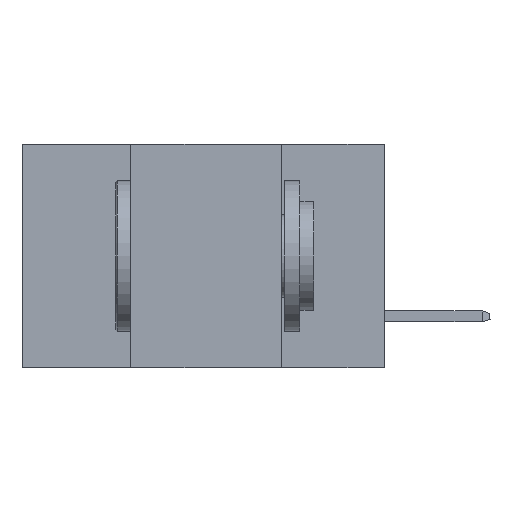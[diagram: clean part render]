
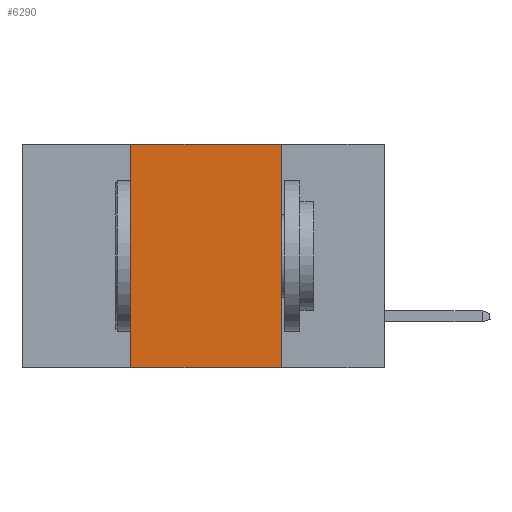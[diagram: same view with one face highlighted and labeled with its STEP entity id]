
A CAD part, left-side view. The second image highlights one B-rep face of the part: STEP entity #6290.
In plain terms, the highlighted planar face has unit normal (-1, 0, 0).
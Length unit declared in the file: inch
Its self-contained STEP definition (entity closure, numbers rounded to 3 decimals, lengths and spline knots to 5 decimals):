
#14 = CARTESIAN_POINT ( 'NONE',  ( 0., 0.17, 0. ) ) ;
#1771 = VERTEX_POINT ( 'NONE', #2975 ) ;
#2032 = VERTEX_POINT ( 'NONE', #14 ) ;
#2492 = DIRECTION ( 'NONE',  ( 1., 0., 0. ) ) ;
#2975 = CARTESIAN_POINT ( 'NONE',  ( 0., 0.17, -0.37 ) ) ;
#3635 = EDGE_CURVE ( 'NONE', #9931, #2032, #12961, .T. ) ;
#4588 = CARTESIAN_POINT ( 'NONE',  ( 0., 0.42, 0. ) ) ;
#4801 = VECTOR ( 'NONE', #7346, 39.37008 ) ;
#4837 = CARTESIAN_POINT ( 'NONE',  ( 0., 0.6, 0. ) ) ;
#4902 = CARTESIAN_POINT ( 'NONE',  ( 0., 0.17, 0. ) ) ;
#5045 = CARTESIAN_POINT ( 'NONE',  ( 0., 0.6, 0. ) ) ;
#5432 = AXIS2_PLACEMENT_3D ( 'NONE', #4837, #2492, #11339 ) ;
#5649 = EDGE_CURVE ( 'NONE', #7438, #1771, #10281, .T. ) ;
#5764 = VECTOR ( 'NONE', #13799, 39.37008 ) ;
#6290 = ADVANCED_FACE ( 'NONE', ( #12194 ), #8119, .F. ) ;
#6949 = DIRECTION ( 'NONE',  ( 0., 0., 1. ) ) ;
#7346 = DIRECTION ( 'NONE',  ( 0., -1., 0. ) ) ;
#7438 = VERTEX_POINT ( 'NONE', #7864 ) ;
#7457 = VECTOR ( 'NONE', #6949, 39.37008 ) ;
#7811 = ORIENTED_EDGE ( 'NONE', *, *, #3635, .F. ) ;
#7864 = CARTESIAN_POINT ( 'NONE',  ( 0., 0.42, -0.37 ) ) ;
#8058 = EDGE_CURVE ( 'NONE', #2032, #1771, #8742, .T. ) ;
#8119 = PLANE ( 'NONE',  #5432 ) ;
#8742 = LINE ( 'NONE', #4902, #5764 ) ;
#8893 = CARTESIAN_POINT ( 'NONE',  ( 0., 0.6, -0.37 ) ) ;
#9931 = VERTEX_POINT ( 'NONE', #4588 ) ;
#10281 = LINE ( 'NONE', #8893, #12209 ) ;
#10617 = LINE ( 'NONE', #13623, #7457 ) ;
#10653 = ORIENTED_EDGE ( 'NONE', *, *, #5649, .T. ) ;
#11035 = DIRECTION ( 'NONE',  ( 0., -1., 0. ) ) ;
#11339 = DIRECTION ( 'NONE',  ( 0., 0., -1. ) ) ;
#12194 = FACE_OUTER_BOUND ( 'NONE', #13012, .T. ) ;
#12209 = VECTOR ( 'NONE', #11035, 39.37008 ) ;
#12235 = ORIENTED_EDGE ( 'NONE', *, *, #12940, .F. ) ;
#12910 = ORIENTED_EDGE ( 'NONE', *, *, #8058, .F. ) ;
#12940 = EDGE_CURVE ( 'NONE', #7438, #9931, #10617, .T. ) ;
#12961 = LINE ( 'NONE', #5045, #4801 ) ;
#13012 = EDGE_LOOP ( 'NONE', ( #12910, #7811, #12235, #10653 ) ) ;
#13623 = CARTESIAN_POINT ( 'NONE',  ( 0., 0.42, 0. ) ) ;
#13799 = DIRECTION ( 'NONE',  ( 0., 0., -1. ) ) ;
